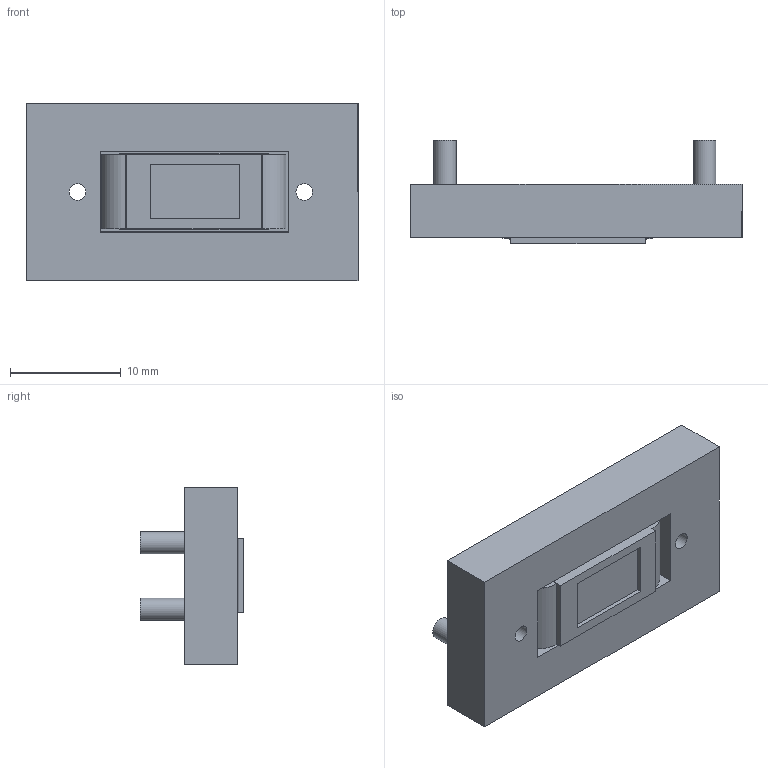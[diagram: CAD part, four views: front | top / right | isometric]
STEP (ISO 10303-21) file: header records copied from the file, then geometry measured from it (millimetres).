
FILE_DESCRIPTION(/* description */ (''),/* implementation_level */ '2;1');
FILE_NAME(/* name */ 'DLP_Assembly v5.step',/* time_stamp */ '2019-07-16T21:17:03+02:00',/* author */ (''),/* organization */ (''),/* preprocessor_version */ 'ST-DEVELOPER v18',/* originating_system */ 'Autodesk Translation Framework v8.2.0.1029',/* authorisation */ '');
FILE_SCHEMA (('AUTOMOTIVE_DESIGN { 1 0 10303 214 3 1 1 }'));
Length unit declared in the file: millimetre
Products named in the file (3): DLP_Assembly; DLP3310; DLP front
Assembly tree (2 placements, depth 2):
  DLP_Assembly
    DLP3310
    DLP front
Bounding box: 30 x 9.38 x 16 mm (x, y, z)
Volume: 2067.8 mm3; surface area: 2042.7 mm2
Topology: 2 solids, 3 shells, 590 faces, 1459 edges, 974 vertices
Faces by surface type: plane 559, cylinder 31
Full cylindrical faces by diameter (mm): 0.08 x2, 1.5 x2, 2 x2
Entity records: 17824 total; most frequent: CARTESIAN_POINT 3028, ORIENTED_EDGE 2918, DIRECTION 2715, EDGE_CURVE 1459, LINE 1393, VECTOR 1393, VERTEX_POINT 974, EDGE_LOOP 697
